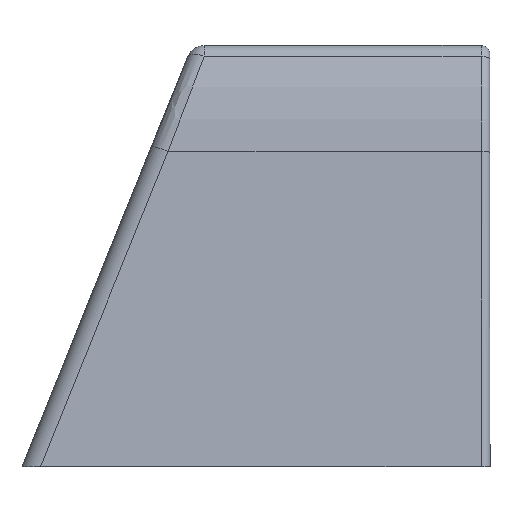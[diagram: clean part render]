
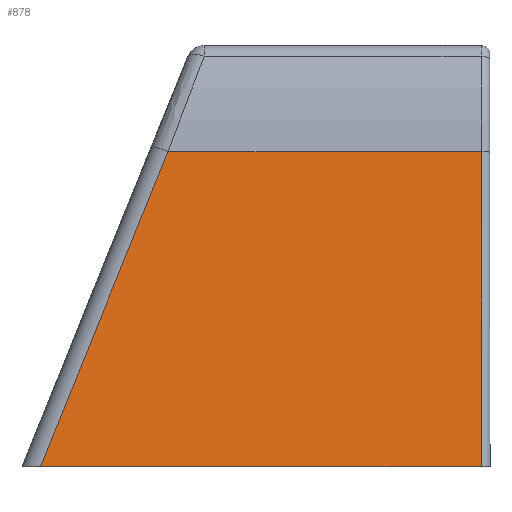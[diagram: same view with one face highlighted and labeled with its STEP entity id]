
A CAD part, left-side view. The second image highlights one B-rep face of the part: STEP entity #878.
In plain terms, the highlighted planar face has unit normal (-0.997, 0, 0.082).
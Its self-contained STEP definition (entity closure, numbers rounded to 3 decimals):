
#34 = EDGE_CURVE ( 'NONE', #1396, #450, #377, .T. ) ;
#38 = ORIENTED_EDGE ( 'NONE', *, *, #34, .T. ) ;
#41 = CARTESIAN_POINT ( 'NONE',  ( -19.347, 30.628, 0.056 ) ) ;
#47 = FACE_OUTER_BOUND ( 'NONE', #594, .T. ) ;
#197 = VECTOR ( 'NONE', #1247, 1000. ) ;
#208 = VECTOR ( 'NONE', #1251, 1000. ) ;
#215 = LINE ( 'NONE', #1240, #197 ) ;
#229 = LINE ( 'NONE', #1274, #208 ) ;
#271 = CARTESIAN_POINT ( 'NONE',  ( -16.421, 16.284, 35.522 ) ) ;
#366 = VECTOR ( 'NONE', #1416, 1000. ) ;
#377 = LINE ( 'NONE', #1361, #366 ) ;
#424 = CARTESIAN_POINT ( 'NONE',  ( -16.421, -18.981, 35.522 ) ) ;
#448 = DIRECTION ( 'NONE',  ( 0., 1., 0. ) ) ;
#450 = VERTEX_POINT ( 'NONE', #41 ) ;
#451 = CARTESIAN_POINT ( 'NONE',  ( -19.347, -19.981, 0.056 ) ) ;
#452 = ORIENTED_EDGE ( 'NONE', *, *, #669, .T. ) ;
#470 = ORIENTED_EDGE ( 'NONE', *, *, #662, .T. ) ;
#472 = AXIS2_PLACEMENT_3D ( 'NONE', #845, #824, #823 ) ;
#594 = EDGE_LOOP ( 'NONE', ( #750, #452, #470, #38 ) ) ;
#662 = EDGE_CURVE ( 'NONE', #1112, #1396, #229, .T. ) ;
#669 = EDGE_CURVE ( 'NONE', #904, #1112, #215, .T. ) ;
#750 = ORIENTED_EDGE ( 'NONE', *, *, #1044, .F. ) ;
#794 = CARTESIAN_POINT ( 'NONE',  ( -19.347, -18.981, 0.056 ) ) ;
#823 = DIRECTION ( 'NONE',  ( 0.082, 0., 0.997 ) ) ;
#824 = DIRECTION ( 'NONE',  ( 0.997, 0., -0.082 ) ) ;
#833 = PLANE ( 'NONE',  #472 ) ;
#845 = CARTESIAN_POINT ( 'NONE',  ( -19.347, -19.981, 0.056 ) ) ;
#878 = ADVANCED_FACE ( 'NONE', ( #47 ), #833, .F. ) ;
#904 = VERTEX_POINT ( 'NONE', #794 ) ;
#1044 = EDGE_CURVE ( 'NONE', #904, #450, #1518, .T. ) ;
#1112 = VERTEX_POINT ( 'NONE', #424 ) ;
#1240 = CARTESIAN_POINT ( 'NONE',  ( -19.347, -18.981, 0.056 ) ) ;
#1247 = DIRECTION ( 'NONE',  ( 0.082, 0., 0.997 ) ) ;
#1251 = DIRECTION ( 'NONE',  ( 0., 1., 0. ) ) ;
#1274 = CARTESIAN_POINT ( 'NONE',  ( -16.421, -19.981, 35.522 ) ) ;
#1361 = CARTESIAN_POINT ( 'NONE',  ( -17.904, 23.555, 17.545 ) ) ;
#1396 = VERTEX_POINT ( 'NONE', #271 ) ;
#1416 = DIRECTION ( 'NONE',  ( -0.076, 0.374, -0.924 ) ) ;
#1508 = VECTOR ( 'NONE', #448, 1000. ) ;
#1518 = LINE ( 'NONE', #451, #1508 ) ;
